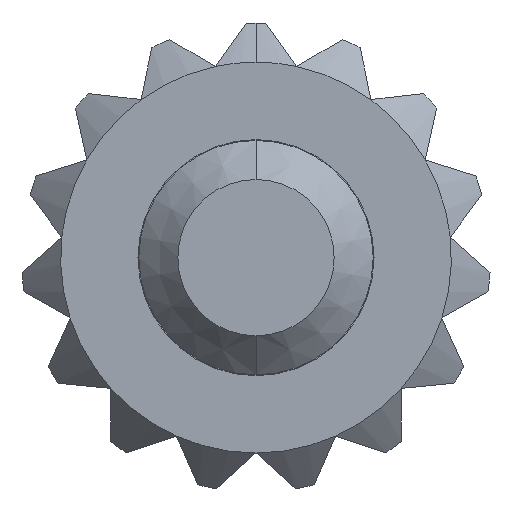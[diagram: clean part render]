
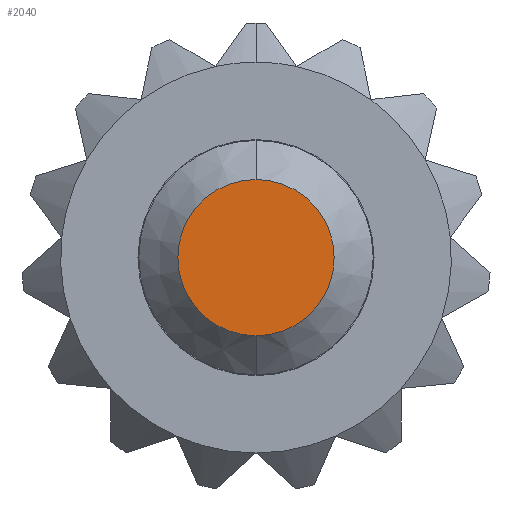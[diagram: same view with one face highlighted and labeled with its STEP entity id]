
A CAD part, front view. The second image highlights one B-rep face of the part: STEP entity #2040.
In plain terms, the highlighted planar face has unit normal (0, -1, 0).
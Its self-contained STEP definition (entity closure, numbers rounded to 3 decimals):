
#160 = DIRECTION ( 'NONE',  ( 0., 0., 1. ) ) ;
#549 = CARTESIAN_POINT ( 'NONE',  ( 0., 0., 0. ) ) ;
#558 = DIRECTION ( 'NONE',  ( 0., -1., 0. ) ) ;
#724 = DIRECTION ( 'NONE',  ( 0., 0., 1. ) ) ;
#889 = PLANE ( 'NONE',  #1344 ) ;
#968 = AXIS2_PLACEMENT_3D ( 'NONE', #549, #1835, #724 ) ;
#992 = CARTESIAN_POINT ( 'NONE',  ( 0., 0., 1. ) ) ;
#1018 = ORIENTED_EDGE ( 'NONE', *, *, #1629, .T. ) ;
#1165 = CARTESIAN_POINT ( 'NONE',  ( 0., 0., -1. ) ) ;
#1270 = DIRECTION ( 'NONE',  ( 0., 1., 0. ) ) ;
#1285 = EDGE_LOOP ( 'NONE', ( #1701, #1018 ) ) ;
#1344 = AXIS2_PLACEMENT_3D ( 'NONE', #2372, #1270, #160 ) ;
#1456 = FACE_OUTER_BOUND ( 'NONE', #1285, .T. ) ;
#1572 = CIRCLE ( 'NONE', #968, 1. ) ;
#1629 = EDGE_CURVE ( 'NONE', #1855, #1891, #1779, .T. ) ;
#1661 = CARTESIAN_POINT ( 'NONE',  ( 0., 0., 0. ) ) ;
#1701 = ORIENTED_EDGE ( 'NONE', *, *, #2019, .T. ) ;
#1779 = CIRCLE ( 'NONE', #2197, 1. ) ;
#1835 = DIRECTION ( 'NONE',  ( 0., -1., 0. ) ) ;
#1844 = DIRECTION ( 'NONE',  ( 0., 0., 1. ) ) ;
#1855 = VERTEX_POINT ( 'NONE', #1165 ) ;
#1891 = VERTEX_POINT ( 'NONE', #992 ) ;
#2019 = EDGE_CURVE ( 'NONE', #1891, #1855, #1572, .T. ) ;
#2040 = ADVANCED_FACE ( 'NONE', ( #1456 ), #889, .F. ) ;
#2197 = AXIS2_PLACEMENT_3D ( 'NONE', #1661, #558, #1844 ) ;
#2372 = CARTESIAN_POINT ( 'NONE',  ( -1.5, 0., 0. ) ) ;
